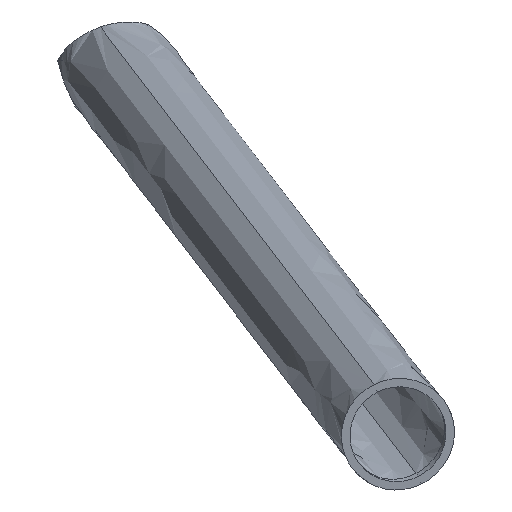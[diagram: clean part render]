
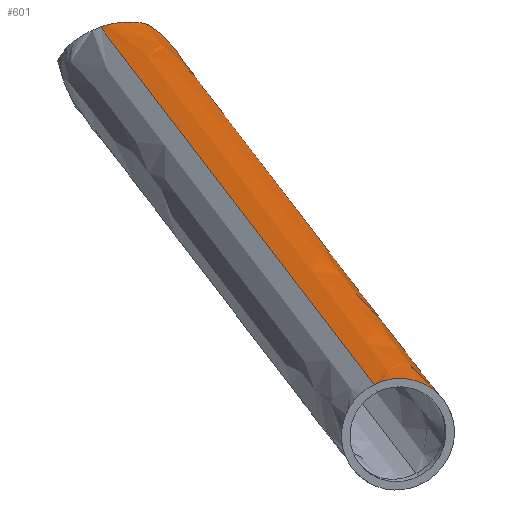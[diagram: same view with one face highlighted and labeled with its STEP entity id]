
A CAD part, top view. The second image highlights one B-rep face of the part: STEP entity #601.
In plain terms, the highlighted free-form (B-spline) face has degree [5, 4] with [6, 5] control points.
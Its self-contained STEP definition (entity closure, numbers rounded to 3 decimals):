
#73=CARTESIAN_POINT('Vertex',(-1972.292,-293.687,135.791)) ;
#93=CARTESIAN_POINT('Control Point',(-1980.173,-276.911,143.481)) ;
#94=CARTESIAN_POINT('Control Point',(-1979.276,-276.467,143.423)) ;
#95=CARTESIAN_POINT('Control Point',(-1978.313,-276.125,143.325)) ;
#96=CARTESIAN_POINT('Control Point',(-1977.304,-275.903,143.187)) ;
#97=CARTESIAN_POINT('Control Point',(-1975.265,-275.723,142.835)) ;
#98=CARTESIAN_POINT('Control Point',(-1973.237,-276.063,142.348)) ;
#99=CARTESIAN_POINT('Control Point',(-1972.262,-276.361,142.079)) ;
#100=CARTESIAN_POINT('Control Point',(-1970.773,-277.042,141.607)) ;
#101=CARTESIAN_POINT('Control Point',(-1969.471,-278.018,141.094)) ;
#102=CARTESIAN_POINT('Control Point',(-1969.01,-278.427,140.895)) ;
#103=CARTESIAN_POINT('Control Point',(-1968.584,-278.873,140.694)) ;
#104=CARTESIAN_POINT('Control Point',(-1968.197,-279.352,140.492)) ;
#105=CARTESIAN_POINT('Vertex',(-1980.173,-276.911,143.481)) ;
#107=CARTESIAN_POINT('Vertex',(-1968.197,-279.352,140.492)) ;
#232=CARTESIAN_POINT('Axis2P3D Location',(-1976.,-285.604,140.364)) ;
#340=CARTESIAN_POINT('Vertex',(-2028.042,-214.11,-6.335)) ;
#344=CARTESIAN_POINT('Control Point',(-2019.692,-213.698,-8.365)) ;
#345=CARTESIAN_POINT('Control Point',(-2021.075,-213.258,-7.241)) ;
#346=CARTESIAN_POINT('Control Point',(-2022.754,-213.048,-6.38)) ;
#347=CARTESIAN_POINT('Control Point',(-2024.646,-213.173,-5.969)) ;
#348=CARTESIAN_POINT('Control Point',(-2026.424,-213.558,-5.998)) ;
#349=CARTESIAN_POINT('Control Point',(-2028.042,-214.11,-6.335)) ;
#350=CARTESIAN_POINT('Vertex',(-2019.692,-213.698,-8.365)) ;
#487=CARTESIAN_POINT('Vertex',(-2020.83,-230.006,-16.125)) ;
#491=CARTESIAN_POINT('Control Point',(-1972.292,-293.687,135.791)) ;
#492=CARTESIAN_POINT('Control Point',(-1981.999,-280.951,105.407)) ;
#493=CARTESIAN_POINT('Control Point',(-1991.708,-268.214,75.023)) ;
#494=CARTESIAN_POINT('Control Point',(-2001.415,-255.479,44.641)) ;
#495=CARTESIAN_POINT('Control Point',(-2011.123,-242.742,14.258)) ;
#496=CARTESIAN_POINT('Control Point',(-2020.83,-230.006,-16.125)) ;
#499=CARTESIAN_POINT('Control Point',(-1980.173,-276.911,143.481)) ;
#500=CARTESIAN_POINT('Control Point',(-1989.747,-264.351,113.518)) ;
#501=CARTESIAN_POINT('Control Point',(-1999.321,-251.79,83.553)) ;
#502=CARTESIAN_POINT('Control Point',(-2008.894,-239.23,53.591)) ;
#503=CARTESIAN_POINT('Control Point',(-2018.468,-226.67,23.628)) ;
#504=CARTESIAN_POINT('Control Point',(-2028.042,-214.11,-6.335)) ;
#532=CARTESIAN_POINT('Control Point',(-1972.292,-293.687,135.791)) ;
#533=CARTESIAN_POINT('Control Point',(-1963.445,-289.114,134.881)) ;
#534=CARTESIAN_POINT('Control Point',(-1962.73,-278.745,138.999)) ;
#535=CARTESIAN_POINT('Control Point',(-1970.862,-272.948,144.027)) ;
#536=CARTESIAN_POINT('Control Point',(-1979.708,-277.521,144.937)) ;
#537=CARTESIAN_POINT('Control Point',(-1982.292,-280.568,104.493)) ;
#538=CARTESIAN_POINT('Control Point',(-1973.445,-275.995,103.583)) ;
#539=CARTESIAN_POINT('Control Point',(-1972.73,-265.625,107.702)) ;
#540=CARTESIAN_POINT('Control Point',(-1980.862,-259.829,112.73)) ;
#541=CARTESIAN_POINT('Control Point',(-1989.708,-264.402,113.639)) ;
#542=CARTESIAN_POINT('Control Point',(-1992.292,-267.447,73.193)) ;
#543=CARTESIAN_POINT('Control Point',(-1983.446,-262.874,72.284)) ;
#544=CARTESIAN_POINT('Control Point',(-1982.731,-252.504,76.402)) ;
#545=CARTESIAN_POINT('Control Point',(-1990.863,-246.708,81.43)) ;
#546=CARTESIAN_POINT('Control Point',(-1999.709,-251.281,82.34)) ;
#547=CARTESIAN_POINT('Control Point',(-2002.292,-254.328,41.897)) ;
#548=CARTESIAN_POINT('Control Point',(-1993.445,-249.755,40.988)) ;
#549=CARTESIAN_POINT('Control Point',(-1992.73,-239.386,45.106)) ;
#550=CARTESIAN_POINT('Control Point',(-2000.862,-233.589,50.134)) ;
#551=CARTESIAN_POINT('Control Point',(-2009.708,-238.162,51.044)) ;
#552=CARTESIAN_POINT('Control Point',(-2012.292,-241.209,10.6)) ;
#553=CARTESIAN_POINT('Control Point',(-2003.445,-236.636,9.69)) ;
#554=CARTESIAN_POINT('Control Point',(-2002.73,-226.266,13.809)) ;
#555=CARTESIAN_POINT('Control Point',(-2010.862,-220.47,18.837)) ;
#556=CARTESIAN_POINT('Control Point',(-2019.708,-225.043,19.746)) ;
#557=CARTESIAN_POINT('Control Point',(-2022.292,-228.089,-20.698)) ;
#558=CARTESIAN_POINT('Control Point',(-2013.445,-223.516,-21.607)) ;
#559=CARTESIAN_POINT('Control Point',(-2012.73,-213.146,-17.489)) ;
#560=CARTESIAN_POINT('Control Point',(-2020.862,-207.35,-12.461)) ;
#561=CARTESIAN_POINT('Control Point',(-2029.708,-211.923,-11.552)) ;
#563=CARTESIAN_POINT('Control Point',(-2020.83,-230.006,-16.125)) ;
#564=CARTESIAN_POINT('Control Point',(-2020.054,-230.006,-15.495)) ;
#565=CARTESIAN_POINT('Control Point',(-2019.285,-229.957,-14.851)) ;
#566=CARTESIAN_POINT('Control Point',(-2018.528,-229.853,-14.194)) ;
#567=CARTESIAN_POINT('Control Point',(-2017.132,-229.543,-12.932)) ;
#568=CARTESIAN_POINT('Control Point',(-2015.83,-228.982,-11.641)) ;
#569=CARTESIAN_POINT('Control Point',(-2015.246,-228.655,-11.03)) ;
#570=CARTESIAN_POINT('Control Point',(-2014.244,-227.919,-9.909)) ;
#571=CARTESIAN_POINT('Control Point',(-2013.446,-226.904,-8.837)) ;
#572=CARTESIAN_POINT('Control Point',(-2013.136,-226.375,-8.363)) ;
#573=CARTESIAN_POINT('Control Point',(-2012.74,-225.36,-7.617)) ;
#574=CARTESIAN_POINT('Control Point',(-2012.607,-224.203,-7.024)) ;
#575=CARTESIAN_POINT('Control Point',(-2012.602,-223.706,-6.811)) ;
#576=CARTESIAN_POINT('Control Point',(-2012.692,-222.645,-6.44)) ;
#577=CARTESIAN_POINT('Control Point',(-2012.977,-221.585,-6.226)) ;
#578=CARTESIAN_POINT('Control Point',(-2013.173,-221.041,-6.157)) ;
#579=CARTESIAN_POINT('Control Point',(-2013.405,-220.514,-6.125)) ;
#580=CARTESIAN_POINT('Control Point',(-2013.668,-220.006,-6.125)) ;
#581=CARTESIAN_POINT('Vertex',(-2013.668,-220.006,-6.125)) ;
#585=CARTESIAN_POINT('Control Point',(-2019.692,-213.698,-8.365)) ;
#586=CARTESIAN_POINT('Control Point',(-2018.284,-214.624,-7.612)) ;
#587=CARTESIAN_POINT('Control Point',(-2016.925,-215.708,-6.964)) ;
#588=CARTESIAN_POINT('Control Point',(-2015.641,-216.95,-6.444)) ;
#589=CARTESIAN_POINT('Control Point',(-2014.49,-218.416,-6.125)) ;
#590=CARTESIAN_POINT('Control Point',(-2013.668,-220.006,-6.125)) ;
#233=DIRECTION('Axis2P3D Direction',(0.283,-0.371,0.885)) ;
#234=AXIS2_PLACEMENT_3D('Circle Axis2P3D',#232,#233,$) ;
#593=ORIENTED_EDGE('',*,*,#352,.T.) ;
#594=ORIENTED_EDGE('',*,*,#505,.F.) ;
#595=ORIENTED_EDGE('',*,*,#109,.T.) ;
#596=ORIENTED_EDGE('',*,*,#236,.F.) ;
#597=ORIENTED_EDGE('',*,*,#497,.T.) ;
#598=ORIENTED_EDGE('',*,*,#583,.T.) ;
#599=ORIENTED_EDGE('',*,*,#591,.F.) ;
#601=ADVANCED_FACE('Corps principal',(#600),#531,.T.) ;
#92=B_SPLINE_CURVE_WITH_KNOTS('',5,(#93,#94,#95,#96,#97,#98,#99,#100,#101,#102,#103,#104),.UNSPECIFIED.,.F.,.U.,(6,3,3,6),(0.,7.498,14.823,19.294),.UNSPECIFIED.) ;
#343=B_SPLINE_CURVE_WITH_KNOTS('',5,(#344,#345,#346,#347,#348,#349),.UNSPECIFIED.,.F.,.U.,(6,6),(13.921,26.613),.UNSPECIFIED.) ;
#562=B_SPLINE_CURVE_WITH_KNOTS('',5,(#563,#564,#565,#566,#567,#568,#569,#570,#571,#572,#573,#574,#575,#576,#577,#578,#579,#580),.UNSPECIFIED.,.F.,.U.,(6,3,3,3,3,6),(0.,7.162,13.498,18.836,22.617,26.767),.UNSPECIFIED.) ;
#584=B_SPLINE_CURVE_WITH_KNOTS('',5,(#585,#586,#587,#588,#589,#590),.UNSPECIFIED.,.F.,.U.,(6,6),(10.957,23.944),.UNSPECIFIED.) ;
#235=CIRCLE('generated circle',#234,10.) ;
#109=EDGE_CURVE('',#106,#108,#92,.T.) ;
#236=EDGE_CURVE('',#74,#108,#235,.T.) ;
#352=EDGE_CURVE('',#351,#341,#343,.T.) ;
#497=EDGE_CURVE('',#74,#488,#490,.T.) ;
#505=EDGE_CURVE('',#106,#341,#498,.T.) ;
#583=EDGE_CURVE('',#488,#582,#562,.T.) ;
#591=EDGE_CURVE('',#351,#582,#584,.T.) ;
#592=EDGE_LOOP('',(#593,#594,#595,#596,#597,#598,#599)) ;
#600=FACE_OUTER_BOUND('',#592,.T.) ;
#74=VERTEX_POINT('',#73) ;
#106=VERTEX_POINT('',#105) ;
#108=VERTEX_POINT('',#107) ;
#341=VERTEX_POINT('',#340) ;
#351=VERTEX_POINT('',#350) ;
#488=VERTEX_POINT('',#487) ;
#582=VERTEX_POINT('',#581) ;
#490=(BOUNDED_CURVE()B_SPLINE_CURVE(5,(#491,#492,#493,#494,#495,#496),.UNSPECIFIED.,.F.,.U.)B_SPLINE_CURVE_WITH_KNOTS((6,6),(0.,171.725),.UNSPECIFIED.)CURVE()GEOMETRIC_REPRESENTATION_ITEM()RATIONAL_B_SPLINE_CURVE((1.,1.,1.,1.,1.,1.))REPRESENTATION_ITEM('')) ;
#498=(BOUNDED_CURVE()B_SPLINE_CURVE(5,(#499,#500,#501,#502,#503,#504),.UNSPECIFIED.,.F.,.U.)B_SPLINE_CURVE_WITH_KNOTS((6,6),(1.645,170.998),.UNSPECIFIED.)CURVE()GEOMETRIC_REPRESENTATION_ITEM()RATIONAL_B_SPLINE_CURVE((1.,1.,1.,1.,1.,1.))REPRESENTATION_ITEM('')) ;
#531=(BOUNDED_SURFACE()B_SPLINE_SURFACE(5,4,((#532,#533,#534,#535,#536),(#537,#538,#539,#540,#541),(#542,#543,#544,#545,#546),(#547,#548,#549,#550,#551),(#552,#553,#554,#555,#556),(#557,#558,#559,#560,#561)),.UNSPECIFIED.,.F.,.F.,.U.)B_SPLINE_SURFACE_WITH_KNOTS((6,6),(5,5),(0.,176.895),(31.416,62.832),.UNSPECIFIED.)GEOMETRIC_REPRESENTATION_ITEM()RATIONAL_B_SPLINE_SURFACE(((1.,0.707,0.667,0.707,1.),(1.,0.707,0.667,0.707,1.),(1.,0.707,0.667,0.707,1.),(1.,0.707,0.667,0.707,1.),(1.,0.707,0.667,0.707,1.),(1.,0.707,0.667,0.707,1.)))REPRESENTATION_ITEM('Rational BSpline Surface')SURFACE()) ;
